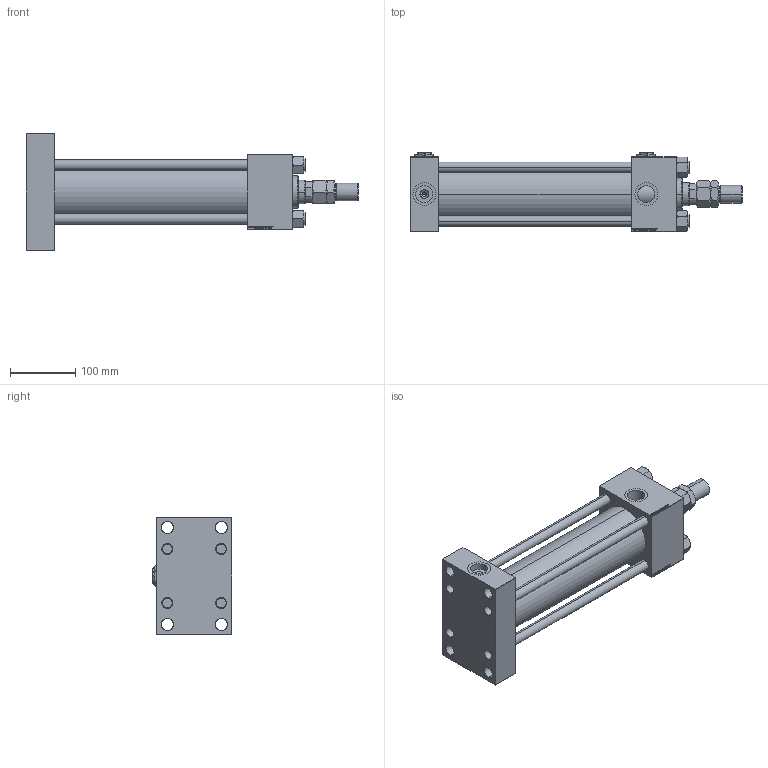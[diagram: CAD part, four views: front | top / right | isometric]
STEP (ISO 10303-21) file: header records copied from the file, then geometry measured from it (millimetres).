
FILE_DESCRIPTION (( 'STEP AP203' ), '1' );
FILE_NAME ('8ce4.STEP', '2022-04-15T21:05:00', ( '' ), ( '' ), 'SwSTEP 2.0', 'SolidWorks 2019', '' );
FILE_SCHEMA (( 'CONFIG_CONTROL_DESIGN' ));
Length unit declared in the file: millimetre
Products named in the file (8): MTA f705a1c63c045c3ceb2346ebc2998c29; 8ce4; V215_VC_A f705a1c63c045c3ceb2346ebc2998c29; V215CR_E_Body f705a1c63c045c3ceb2346ebc2998c29; V215CR_TYCINKA_E f705a1c63c045c3ceb2346ebc2998c29; Zatka_pro_OIL_PORT f705a1c63c045c3ceb2346ebc2998c29; V215CR_VCP_E f705a1c63c045c3ceb2346ebc2998c29; NUT_M5_E f705a1c63c045c3ceb2346ebc2998c29
Assembly tree (14 placements, depth 2):
  8ce4
    V215CR_E_Body f705a1c63c045c3ceb2346ebc2998c29
    V215CR_VCP_E f705a1c63c045c3ceb2346ebc2998c29
    V215CR_TYCINKA_E f705a1c63c045c3ceb2346ebc2998c29  x4
    NUT_M5_E f705a1c63c045c3ceb2346ebc2998c29  x4
    V215_VC_A f705a1c63c045c3ceb2346ebc2998c29
    MTA f705a1c63c045c3ceb2346ebc2998c29
    Zatka_pro_OIL_PORT f705a1c63c045c3ceb2346ebc2998c29  x2
Bounding box: 510 x 122 x 180 mm (x, y, z)
Volume: 2726705.5 mm3; surface area: 519043.7 mm2
Topology: 14 solids, 14 shells, 1339 faces, 3351 edges, 2154 vertices
Faces by surface type: plane 610, bspline 392, cone 222, cylinder 105, torus 10
Entity records: 54313 total; most frequent: CARTESIAN_POINT 28460, ORIENTED_EDGE 5774, DIRECTION 3821, EDGE_CURVE 2887, VERTEX_POINT 1874, LINE 1647, VECTOR 1647, EDGE_LOOP 1285
